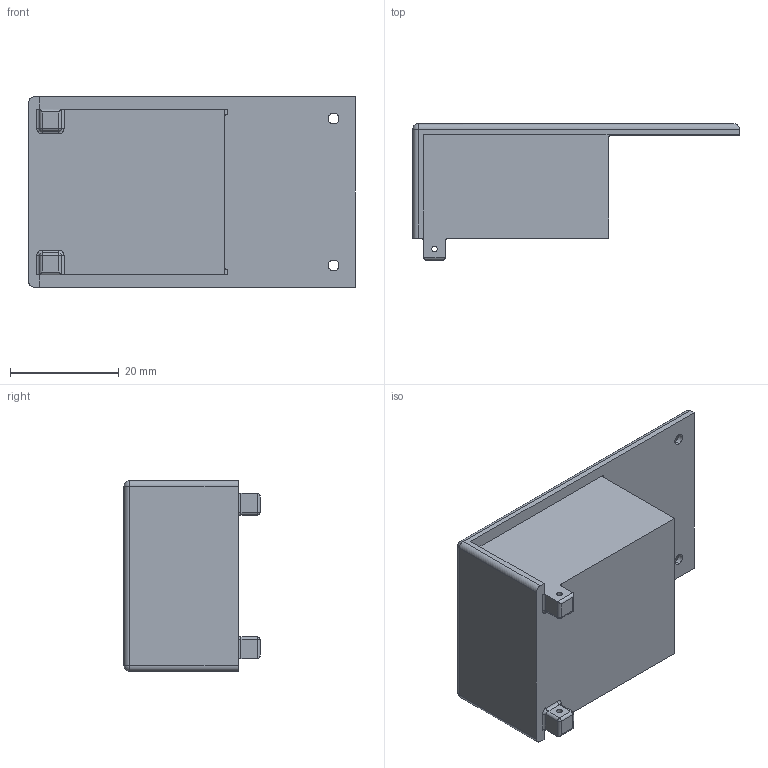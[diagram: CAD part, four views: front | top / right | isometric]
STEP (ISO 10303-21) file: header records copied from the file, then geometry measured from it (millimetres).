
FILE_DESCRIPTION (( 'STEP AP214' ), '1' );
FILE_NAME ('couvercle.STEP', '2025-05-20T09:29:18', ( 'Windows User' ), ( '' ), 'SwSTEP 2.0', 'SolidWorks 2023', '' );
FILE_SCHEMA (( 'AUTOMOTIVE_DESIGN' ));
Length unit declared in the file: millimetre
Products named in the file (1): couvercle
Bounding box: 60 x 25 x 35 mm (x, y, z)
Volume: 9749.1 mm3; surface area: 10250.7 mm2
Topology: 1 solids, 1 shells, 77 faces, 191 edges, 110 vertices
Faces by surface type: cylinder 34, plane 27, cone 6, sphere 6, torus 4
Entity records: 2256 total; most frequent: CARTESIAN_POINT 407, DIRECTION 399, ORIENTED_EDGE 370, EDGE_CURVE 185, AXIS2_PLACEMENT_3D 144, VECTOR 111, LINE 111, VERTEX_POINT 110
